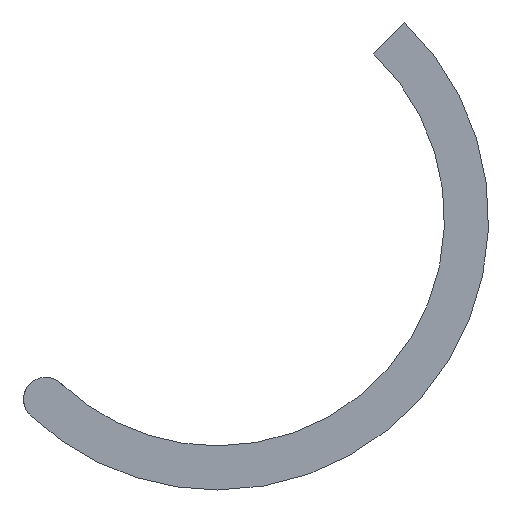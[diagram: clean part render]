
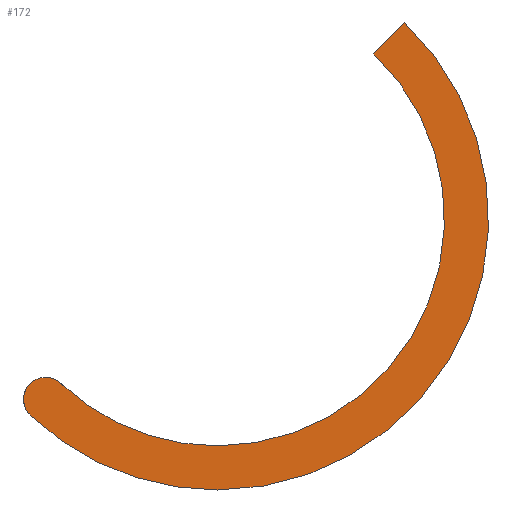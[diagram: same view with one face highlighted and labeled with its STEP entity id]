
A CAD part, front view. The second image highlights one B-rep face of the part: STEP entity #172.
In plain terms, the highlighted planar face has unit normal (0, -1, 0).
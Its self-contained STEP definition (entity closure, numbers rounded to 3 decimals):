
#1 = CARTESIAN_POINT ( 'NONE',  ( 35.031, 0., 36.858 ) ) ;
#12 = AXIS2_PLACEMENT_3D ( 'NONE', #1, #296, #115 ) ;
#18 = VERTEX_POINT ( 'NONE', #72 ) ;
#30 = DIRECTION ( 'NONE',  ( 0., 0., 1. ) ) ;
#32 = DIRECTION ( 'NONE',  ( 0.689, 0., 0.725 ) ) ;
#37 = EDGE_CURVE ( 'NONE', #92, #152, #45, .T. ) ;
#40 = ORIENTED_EDGE ( 'NONE', *, *, #319, .F. ) ;
#44 = CARTESIAN_POINT ( 'NONE',  ( 23.354, 0., 24.572 ) ) ;
#45 = CIRCLE ( 'NONE', #73, 30.9 ) ;
#51 = DIRECTION ( 'NONE',  ( 0., 0., 1. ) ) ;
#60 = EDGE_LOOP ( 'NONE', ( #239, #275, #167, #186, #40, #304, #312 ) ) ;
#72 = CARTESIAN_POINT ( 'NONE',  ( -2.067, 0., -2.175 ) ) ;
#73 = AXIS2_PLACEMENT_3D ( 'NONE', #44, #137, #51 ) ;
#81 = DIRECTION ( 'NONE',  ( 0., 0., 1. ) ) ;
#84 = CIRCLE ( 'NONE', #164, 36.9 ) ;
#86 = EDGE_CURVE ( 'NONE', #195, #18, #84, .T. ) ;
#92 = VERTEX_POINT ( 'NONE', #106 ) ;
#96 = CIRCLE ( 'NONE', #317, 3. ) ;
#106 = CARTESIAN_POINT ( 'NONE',  ( 23.354, 0., -6.328 ) ) ;
#107 = VERTEX_POINT ( 'NONE', #169 ) ;
#112 = DIRECTION ( 'NONE',  ( 0., 1., 0. ) ) ;
#114 = DIRECTION ( 'NONE',  ( 0., 0., 1. ) ) ;
#115 = DIRECTION ( 'NONE',  ( 0., 0., 1. ) ) ;
#131 = VERTEX_POINT ( 'NONE', #348 ) ;
#133 = CARTESIAN_POINT ( 'NONE',  ( 23.354, 0., 24.572 ) ) ;
#137 = DIRECTION ( 'NONE',  ( 0., -1., 0. ) ) ;
#141 = CARTESIAN_POINT ( 'NONE',  ( 0., 0., 0. ) ) ;
#146 = DIRECTION ( 'NONE',  ( 0., 1., 0. ) ) ;
#148 = LINE ( 'NONE', #266, #354 ) ;
#151 = DIRECTION ( 'NONE',  ( 0., 1., 0. ) ) ;
#152 = VERTEX_POINT ( 'NONE', #320 ) ;
#164 = AXIS2_PLACEMENT_3D ( 'NONE', #133, #226, #231 ) ;
#167 = ORIENTED_EDGE ( 'NONE', *, *, #284, .F. ) ;
#169 = CARTESIAN_POINT ( 'NONE',  ( 2.067, 0., 2.175 ) ) ;
#172 = ADVANCED_FACE ( 'NONE', ( #176 ), #297, .F. ) ;
#176 = FACE_OUTER_BOUND ( 'NONE', #60, .T. ) ;
#186 = ORIENTED_EDGE ( 'NONE', *, *, #303, .F. ) ;
#195 = VERTEX_POINT ( 'NONE', #377 ) ;
#204 = CIRCLE ( 'NONE', #257, 3. ) ;
#208 = AXIS2_PLACEMENT_3D ( 'NONE', #291, #146, #30 ) ;
#223 = EDGE_CURVE ( 'NONE', #131, #195, #336, .T. ) ;
#226 = DIRECTION ( 'NONE',  ( 0., 1., 0. ) ) ;
#231 = DIRECTION ( 'NONE',  ( 0., 0., 1. ) ) ;
#234 = CIRCLE ( 'NONE', #267, 30.9 ) ;
#236 = EDGE_CURVE ( 'NONE', #152, #131, #148, .T. ) ;
#237 = DIRECTION ( 'NONE',  ( 0., 0., 1. ) ) ;
#239 = ORIENTED_EDGE ( 'NONE', *, *, #236, .F. ) ;
#257 = AXIS2_PLACEMENT_3D ( 'NONE', #141, #112, #237 ) ;
#262 = CARTESIAN_POINT ( 'NONE',  ( 0., 0., 0. ) ) ;
#266 = CARTESIAN_POINT ( 'NONE',  ( 35.031, 0., 36.858 ) ) ;
#267 = AXIS2_PLACEMENT_3D ( 'NONE', #310, #349, #114 ) ;
#275 = ORIENTED_EDGE ( 'NONE', *, *, #37, .F. ) ;
#284 = EDGE_CURVE ( 'NONE', #107, #92, #234, .T. ) ;
#291 = CARTESIAN_POINT ( 'NONE',  ( 23.354, 0., 24.572 ) ) ;
#296 = DIRECTION ( 'NONE',  ( 0., 1., 0. ) ) ;
#297 = PLANE ( 'NONE',  #12 ) ;
#303 = EDGE_CURVE ( 'NONE', #316, #107, #96, .T. ) ;
#304 = ORIENTED_EDGE ( 'NONE', *, *, #86, .F. ) ;
#310 = CARTESIAN_POINT ( 'NONE',  ( 23.354, 0., 24.572 ) ) ;
#312 = ORIENTED_EDGE ( 'NONE', *, *, #223, .F. ) ;
#316 = VERTEX_POINT ( 'NONE', #378 ) ;
#317 = AXIS2_PLACEMENT_3D ( 'NONE', #262, #151, #81 ) ;
#319 = EDGE_CURVE ( 'NONE', #18, #316, #204, .T. ) ;
#320 = CARTESIAN_POINT ( 'NONE',  ( 44.642, 0., 46.97 ) ) ;
#336 = CIRCLE ( 'NONE', #208, 36.9 ) ;
#348 = CARTESIAN_POINT ( 'NONE',  ( 48.775, 0., 51.319 ) ) ;
#349 = DIRECTION ( 'NONE',  ( 0., -1., 0. ) ) ;
#354 = VECTOR ( 'NONE', #32, 1000. ) ;
#377 = CARTESIAN_POINT ( 'NONE',  ( 23.354, 0., -12.328 ) ) ;
#378 = CARTESIAN_POINT ( 'NONE',  ( 0., 0., 3. ) ) ;
